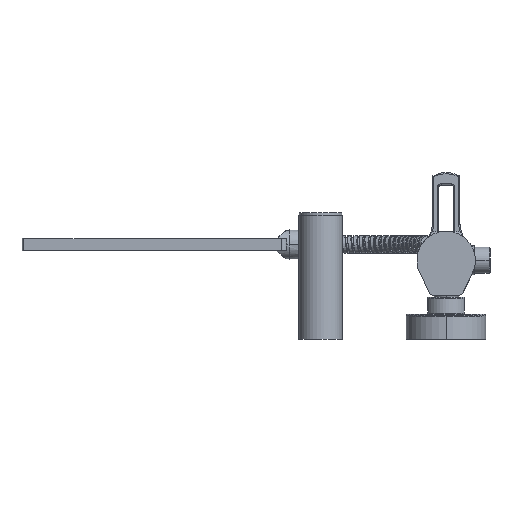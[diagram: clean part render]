
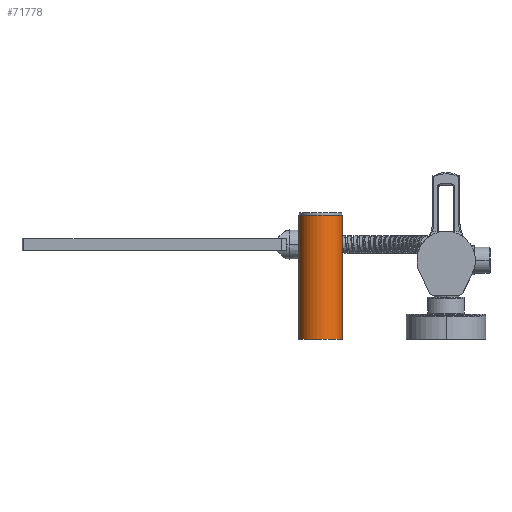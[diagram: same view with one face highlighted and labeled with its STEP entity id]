
A CAD part, left-side view. The second image highlights one B-rep face of the part: STEP entity #71778.
In plain terms, the highlighted cylindrical face has radius 17.25 mm (diameter 34.5 mm), a partial arc.
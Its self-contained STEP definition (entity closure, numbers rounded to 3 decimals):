
#69850=CARTESIAN_POINT('',(250.,100.,-63.));
#69851=DIRECTION('',(0.,0.,1.));
#69852=DIRECTION('',(0.,1.,0.));
#69853=AXIS2_PLACEMENT_3D('',#69850,#69851,#69852);
#69896=DIRECTION('',(0.,0.,1.));
#69897=VECTOR('',#69896,99.);
#69898=CARTESIAN_POINT('',(250.,117.25,-63.));
#69899=LINE('',#69898,#69897);
#69900=DIRECTION('',(0.,0.,1.));
#69901=VECTOR('',#69900,99.);
#69902=CARTESIAN_POINT('',(250.,82.75,-63.));
#69903=LINE('',#69902,#69901);
#70150=CARTESIAN_POINT('',(250.,100.,36.));
#70151=DIRECTION('',(0.,0.,1.));
#70152=DIRECTION('',(0.,1.,0.));
#70153=AXIS2_PLACEMENT_3D('',#70150,#70151,#70152);
#70914=CARTESIAN_POINT('',(250.,117.25,-63.));
#70915=CARTESIAN_POINT('',(250.,82.75,-63.));
#70916=VERTEX_POINT('',#70914);
#70917=VERTEX_POINT('',#70915);
#70918=CARTESIAN_POINT('',(250.,117.25,36.));
#70919=CARTESIAN_POINT('',(250.,82.75,36.));
#70920=VERTEX_POINT('',#70918);
#70921=VERTEX_POINT('',#70919);
#71764=CARTESIAN_POINT('',(250.,100.,-63.));
#71765=DIRECTION('',(0.,0.,1.));
#71766=DIRECTION('',(0.,1.,0.));
#71767=AXIS2_PLACEMENT_3D('',#71764,#71765,#71766);
#71768=CYLINDRICAL_SURFACE('',#71767,17.25);
#71769=ORIENTED_EDGE('',*,*,#71731,.F.);
#71771=ORIENTED_EDGE('',*,*,#71770,.T.);
#71773=ORIENTED_EDGE('',*,*,#71772,.T.);
#71775=ORIENTED_EDGE('',*,*,#71774,.F.);
#71776=EDGE_LOOP('',(#71769,#71771,#71773,#71775));
#71777=FACE_OUTER_BOUND('',#71776,.F.);
#71778=ADVANCED_FACE('',(#71777),#71768,.T.);
#69854=CIRCLE('',#69853,17.25);
#70154=CIRCLE('',#70153,17.25);
#71731=EDGE_CURVE('',#70916,#70917,#69854,.T.);
#71770=EDGE_CURVE('',#70916,#70920,#69899,.T.);
#71772=EDGE_CURVE('',#70920,#70921,#70154,.T.);
#71774=EDGE_CURVE('',#70917,#70921,#69903,.T.);
